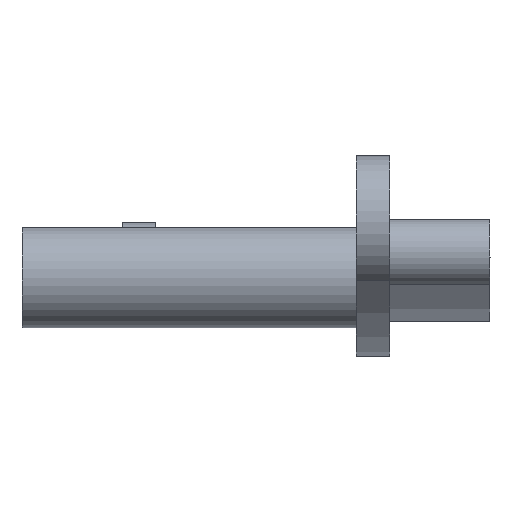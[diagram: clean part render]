
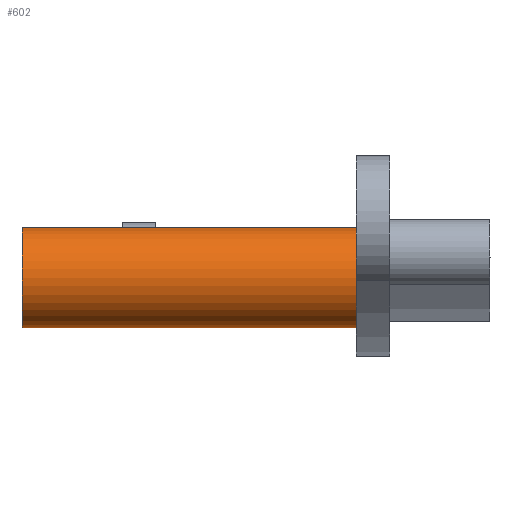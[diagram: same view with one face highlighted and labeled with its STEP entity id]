
A CAD part, left-side view. The second image highlights one B-rep face of the part: STEP entity #602.
In plain terms, the highlighted cylindrical face has radius 1.545 mm (diameter 3.09 mm), a partial arc.
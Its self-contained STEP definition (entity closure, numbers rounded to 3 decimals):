
#140 = VECTOR ( 'NONE', #408, 1000. ) ;
#147 = EDGE_CURVE ( 'NONE', #1254, #1363, #1317, .T. ) ;
#198 = AXIS2_PLACEMENT_3D ( 'NONE', #1797, #506, #910 ) ;
#227 = DIRECTION ( 'NONE',  ( 0., 0., -1. ) ) ;
#277 = ORIENTED_EDGE ( 'NONE', *, *, #1715, .F. ) ;
#281 = CARTESIAN_POINT ( 'NONE',  ( -3.338, 21.705, -13.093 ) ) ;
#300 = ORIENTED_EDGE ( 'NONE', *, *, #533, .F. ) ;
#386 = DIRECTION ( 'NONE',  ( 0., -1., 0. ) ) ;
#393 = CIRCLE ( 'NONE', #436, 1.545 ) ;
#408 = DIRECTION ( 'NONE',  ( 0., -1., 0. ) ) ;
#436 = AXIS2_PLACEMENT_3D ( 'NONE', #1420, #1732, #1746 ) ;
#506 = DIRECTION ( 'NONE',  ( 0., 1., 0. ) ) ;
#533 = EDGE_CURVE ( 'NONE', #1254, #693, #657, .T. ) ;
#586 = CARTESIAN_POINT ( 'NONE',  ( -3.338, 1.105, -16.183 ) ) ;
#602 = ADVANCED_FACE ( 'NONE', ( #1514 ), #1186, .T. ) ;
#654 = VECTOR ( 'NONE', #1819, 1000. ) ;
#657 = CIRCLE ( 'NONE', #198, 1.545 ) ;
#693 = VERTEX_POINT ( 'NONE', #1685 ) ;
#776 = LINE ( 'NONE', #281, #140 ) ;
#815 = ORIENTED_EDGE ( 'NONE', *, *, #937, .T. ) ;
#899 = EDGE_LOOP ( 'NONE', ( #277, #300, #1318, #815 ) ) ;
#910 = DIRECTION ( 'NONE',  ( 0., 0., 1. ) ) ;
#937 = EDGE_CURVE ( 'NONE', #1363, #1231, #393, .T. ) ;
#1101 = CARTESIAN_POINT ( 'NONE',  ( -3.338, 21.705, -14.638 ) ) ;
#1186 = CYLINDRICAL_SURFACE ( 'NONE', #1639, 1.545 ) ;
#1209 = CARTESIAN_POINT ( 'NONE',  ( -3.338, 1.105, -13.093 ) ) ;
#1231 = VERTEX_POINT ( 'NONE', #1209 ) ;
#1254 = VERTEX_POINT ( 'NONE', #1553 ) ;
#1317 = LINE ( 'NONE', #1826, #654 ) ;
#1318 = ORIENTED_EDGE ( 'NONE', *, *, #147, .T. ) ;
#1363 = VERTEX_POINT ( 'NONE', #586 ) ;
#1420 = CARTESIAN_POINT ( 'NONE',  ( -3.338, 1.105, -14.638 ) ) ;
#1514 = FACE_OUTER_BOUND ( 'NONE', #899, .T. ) ;
#1553 = CARTESIAN_POINT ( 'NONE',  ( -3.338, 11.405, -16.183 ) ) ;
#1639 = AXIS2_PLACEMENT_3D ( 'NONE', #1101, #386, #227 ) ;
#1685 = CARTESIAN_POINT ( 'NONE',  ( -3.338, 11.405, -13.093 ) ) ;
#1715 = EDGE_CURVE ( 'NONE', #693, #1231, #776, .T. ) ;
#1732 = DIRECTION ( 'NONE',  ( 0., 1., 0. ) ) ;
#1746 = DIRECTION ( 'NONE',  ( 0., 0., 1. ) ) ;
#1797 = CARTESIAN_POINT ( 'NONE',  ( -3.338, 11.405, -14.638 ) ) ;
#1819 = DIRECTION ( 'NONE',  ( 0., -1., 0. ) ) ;
#1826 = CARTESIAN_POINT ( 'NONE',  ( -3.338, 21.705, -16.183 ) ) ;
